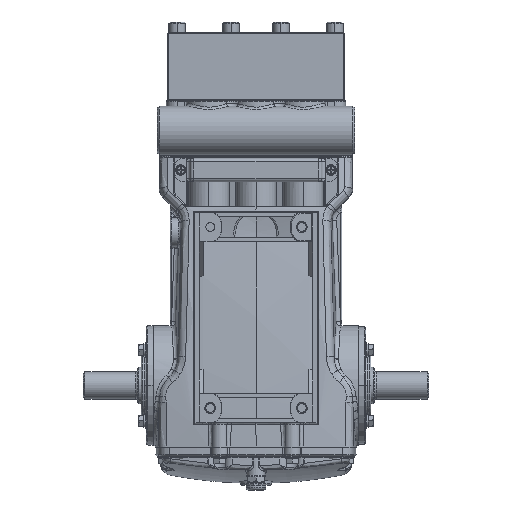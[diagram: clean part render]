
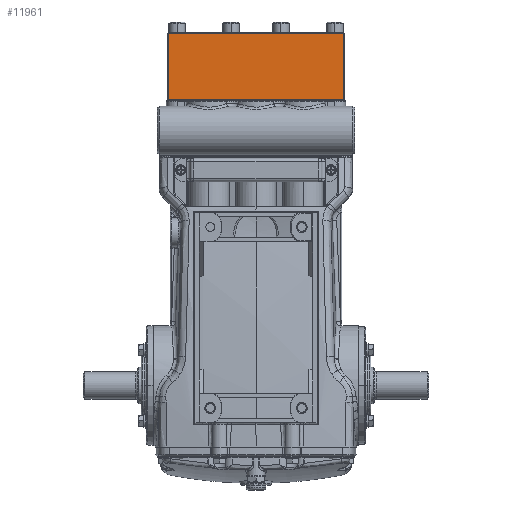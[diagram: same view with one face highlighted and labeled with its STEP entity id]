
A CAD part, front view. The second image highlights one B-rep face of the part: STEP entity #11961.
In plain terms, the highlighted planar face has unit normal (0, -1, 0).
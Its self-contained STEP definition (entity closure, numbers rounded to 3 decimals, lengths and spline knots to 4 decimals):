
#1651 = EDGE_CURVE ( 'NONE', #27431, #94904, #6685, .T. ) ;
#4210 = CARTESIAN_POINT ( 'NONE',  ( -3.8189, -2.8937, 15.2953 ) ) ;
#5556 = DIRECTION ( 'NONE',  ( 1., 0., 0. ) ) ;
#6647 = DIRECTION ( 'NONE',  ( -1., 0., 0. ) ) ;
#6685 = LINE ( 'NONE', #41825, #50757 ) ;
#11961 = ADVANCED_FACE ( 'NONE', ( #84978 ), #58568, .T. ) ;
#12144 = CARTESIAN_POINT ( 'NONE',  ( -3.8583, -2.8937, 15.3346 ) ) ;
#24765 = VECTOR ( 'NONE', #81639, 39.3701 ) ;
#26414 = ORIENTED_EDGE ( 'NONE', *, *, #40567, .T. ) ;
#27431 = VERTEX_POINT ( 'NONE', #107295 ) ;
#38089 = CARTESIAN_POINT ( 'NONE',  ( -3.8189, -2.8937, 12.4213 ) ) ;
#39191 = DIRECTION ( 'NONE',  ( 0., 0., -1. ) ) ;
#40567 = EDGE_CURVE ( 'NONE', #86760, #84678, #107558, .T. ) ;
#40695 = LINE ( 'NONE', #101655, #49897 ) ;
#41825 = CARTESIAN_POINT ( 'NONE',  ( 3.8189, -2.8937, 12.3819 ) ) ;
#47916 = AXIS2_PLACEMENT_3D ( 'NONE', #12144, #103415, #39191 ) ;
#49897 = VECTOR ( 'NONE', #5556, 39.3701 ) ;
#50757 = VECTOR ( 'NONE', #111980, 39.3701 ) ;
#56926 = CARTESIAN_POINT ( 'NONE',  ( -3.8189, -2.8937, 12.3819 ) ) ;
#58568 = PLANE ( 'NONE',  #47916 ) ;
#59027 = CARTESIAN_POINT ( 'NONE',  ( -3.8583, -2.8937, 15.2953 ) ) ;
#64958 = EDGE_CURVE ( 'NONE', #27431, #86760, #102743, .T. ) ;
#65009 = ORIENTED_EDGE ( 'NONE', *, *, #1651, .F. ) ;
#73409 = ORIENTED_EDGE ( 'NONE', *, *, #77871, .T. ) ;
#77871 = EDGE_CURVE ( 'NONE', #84678, #94904, #40695, .T. ) ;
#79734 = EDGE_LOOP ( 'NONE', ( #26414, #73409, #65009, #87393 ) ) ;
#81639 = DIRECTION ( 'NONE',  ( 0., 0., -1. ) ) ;
#84678 = VERTEX_POINT ( 'NONE', #38089 ) ;
#84978 = FACE_OUTER_BOUND ( 'NONE', #79734, .T. ) ;
#85492 = VECTOR ( 'NONE', #6647, 39.3701 ) ;
#86760 = VERTEX_POINT ( 'NONE', #4210 ) ;
#87393 = ORIENTED_EDGE ( 'NONE', *, *, #64958, .T. ) ;
#94904 = VERTEX_POINT ( 'NONE', #109864 ) ;
#101655 = CARTESIAN_POINT ( 'NONE',  ( -3.8583, -2.8937, 12.4213 ) ) ;
#102743 = LINE ( 'NONE', #59027, #85492 ) ;
#103415 = DIRECTION ( 'NONE',  ( 0., -1., 0. ) ) ;
#107295 = CARTESIAN_POINT ( 'NONE',  ( 3.8189, -2.8937, 15.2953 ) ) ;
#107558 = LINE ( 'NONE', #56926, #24765 ) ;
#109864 = CARTESIAN_POINT ( 'NONE',  ( 3.8189, -2.8937, 12.4213 ) ) ;
#111980 = DIRECTION ( 'NONE',  ( 0., 0., -1. ) ) ;
